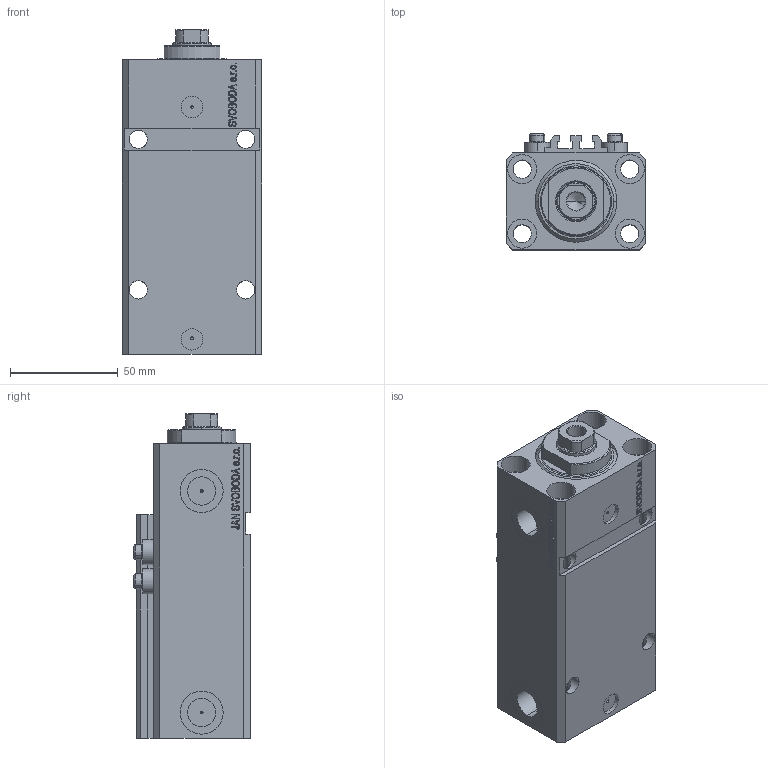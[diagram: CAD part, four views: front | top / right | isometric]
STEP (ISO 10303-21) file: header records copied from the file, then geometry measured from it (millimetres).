
FILE_DESCRIPTION (( 'STEP AP203' ), '1' );
FILE_NAME ('dc70.STEP', '2025-01-24T21:01:06', ( '' ), ( '' ), 'SwSTEP 2.0', 'SolidWorks 2019', '' );
FILE_SCHEMA (( 'CONFIG_CONTROL_DESIGN' ));
Length unit declared in the file: millimetre
Products named in the file (5): ALLEN BOLT V250CE 1acea1bcf2e05c295d435e51517df6cf; V250CE_VC_E 1acea1bcf2e05c295d435e51517df6cf; dc70; V250CE_C_VCP 1acea1bcf2e05c295d435e51517df6cf; V250CE_E_Body 1acea1bcf2e05c295d435e51517df6cf
Assembly tree (7 placements, depth 2):
  dc70
    V250CE_E_Body 1acea1bcf2e05c295d435e51517df6cf
    ALLEN BOLT V250CE 1acea1bcf2e05c295d435e51517df6cf  x4
    V250CE_C_VCP 1acea1bcf2e05c295d435e51517df6cf
    V250CE_VC_E 1acea1bcf2e05c295d435e51517df6cf
Bounding box: 65 x 54 x 151 mm (x, y, z)
Volume: 346877.2 mm3; surface area: 94682.9 mm2
Topology: 8 solids, 8 shells, 1103 faces, 2755 edges, 1776 vertices
Faces by surface type: plane 515, bspline 360, cylinder 158, cone 56, torus 14
Entity records: 48239 total; most frequent: CARTESIAN_POINT 25292, ORIENTED_EDGE 5200, DIRECTION 3414, EDGE_CURVE 2600, VERTEX_POINT 1692, VECTOR 1554, LINE 1554, EDGE_LOOP 1172
